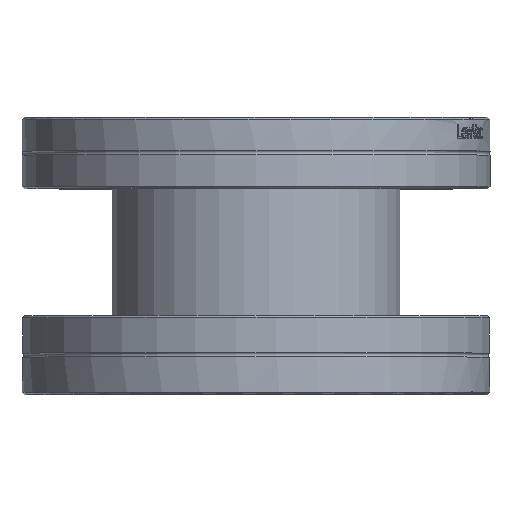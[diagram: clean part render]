
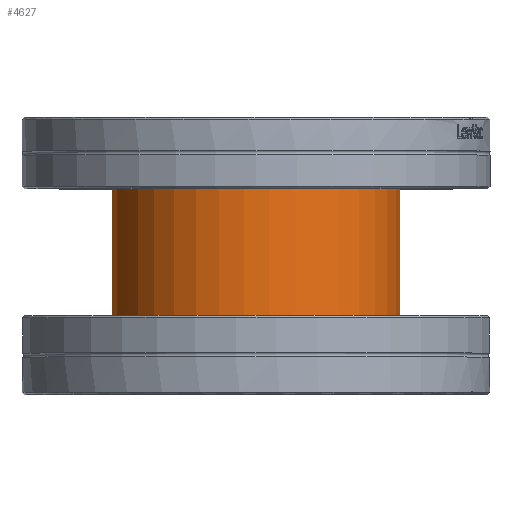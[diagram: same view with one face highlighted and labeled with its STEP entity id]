
A CAD part, top view. The second image highlights one B-rep face of the part: STEP entity #4627.
In plain terms, the highlighted cylindrical face has radius 35 mm (diameter 70 mm), a full revolution.
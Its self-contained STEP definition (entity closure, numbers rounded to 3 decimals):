
#838=CYLINDRICAL_SURFACE('',#5119,35.);
#1041=FACE_BOUND('',#1724,.T.);
#1318=FACE_OUTER_BOUND('',#1723,.T.);
#1723=EDGE_LOOP('',(#4302));
#1724=EDGE_LOOP('',(#4303));
#1952=CIRCLE('',#5120,35.);
#1953=CIRCLE('',#5121,35.);
#2407=VERTEX_POINT('',#31180);
#2408=VERTEX_POINT('',#31182);
#3040=EDGE_CURVE('',#2407,#2407,#1952,.T.);
#3041=EDGE_CURVE('',#2408,#2408,#1953,.T.);
#4302=ORIENTED_EDGE('',*,*,#3040,.F.);
#4303=ORIENTED_EDGE('',*,*,#3041,.F.);
#4627=ADVANCED_FACE('',(#1318,#1041),#838,.T.);
#5119=AXIS2_PLACEMENT_3D('',#31179,#6150,#6151);
#5120=AXIS2_PLACEMENT_3D('',#31181,#6152,#6153);
#5121=AXIS2_PLACEMENT_3D('',#31183,#6154,#6155);
#6150=DIRECTION('center_axis',(0.,0.,1.));
#6151=DIRECTION('ref_axis',(-1.,0.,0.));
#6152=DIRECTION('center_axis',(0.,0.,1.));
#6153=DIRECTION('ref_axis',(-1.,0.,0.));
#6154=DIRECTION('center_axis',(0.,0.,-1.));
#6155=DIRECTION('ref_axis',(-1.,0.,0.));
#31179=CARTESIAN_POINT('Origin',(0.,0.,0.));
#31180=CARTESIAN_POINT('',(35.,0.,48.2));
#31181=CARTESIAN_POINT('Origin',(0.,0.,48.2));
#31182=CARTESIAN_POINT('',(35.,0.,0.));
#31183=CARTESIAN_POINT('Origin',(0.,0.,0.));
